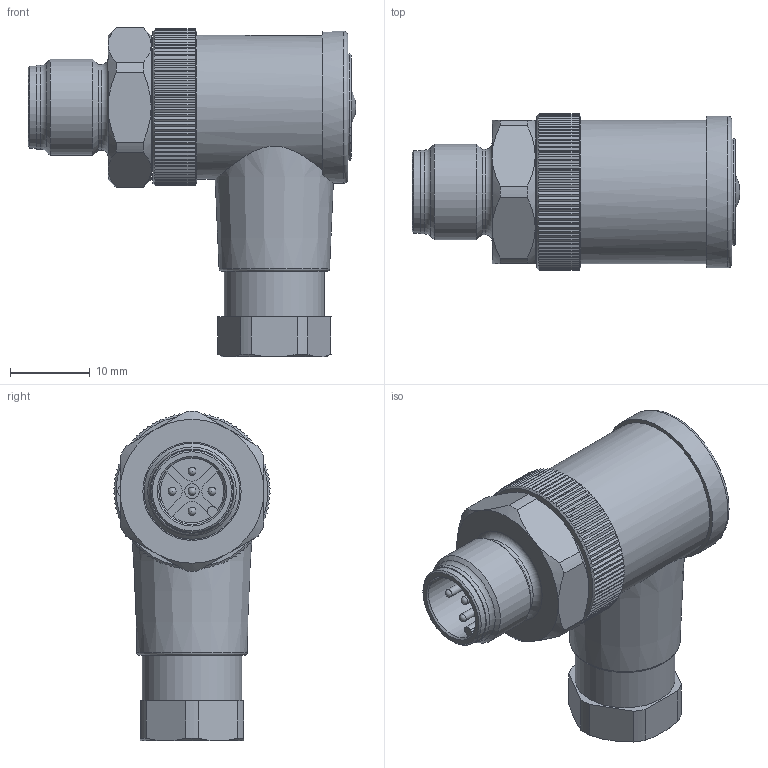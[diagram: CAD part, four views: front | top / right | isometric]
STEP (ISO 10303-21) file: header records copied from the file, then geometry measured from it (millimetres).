
FILE_DESCRIPTION(/* description */ (''),/* implementation_level */ '2;1');
FILE_NAME(/* name */ 'WWASCE5K.stp',/* time_stamp */ '2016-12-09T09:42:00+01:00',/* author */ (''),/* organization */ (''),/* preprocessor_version */ 'ST-DEVELOPER v16',/* originating_system */ 'SIEMENS PLM Software NX 10.0',/* authorisation */ '');
FILE_SCHEMA (('AUTOMOTIVE_DESIGN { 1 0 10303 214 3 1 1 1 }'));
Length unit declared in the file: millimetre
Products named in the file (1): cerl14C80EE2odya
Bounding box: 41 x 19.59 x 41.2 mm (x, y, z)
Volume: 12056.1 mm3; surface area: 4434.2 mm2
Topology: 1 solids, 1 shells, 419 faces, 1201 edges, 795 vertices
Faces by surface type: plane 243, cylinder 137, cone 27, sphere 7, torus 5
Full cylindrical faces by diameter (mm): 1 x5, 1.85 x1, 2 x1, 8.3 x1, 10.3 x1, 10.5 x1, 10.7 x1, 12 x1, 12.5 x1, 14.1 x1, 18 x1, 19 x2
Entity records: 13657 total; most frequent: CARTESIAN_POINT 3158, ORIENTED_EDGE 2286, DIRECTION 2048, EDGE_CURVE 1143, VERTEX_POINT 771, AXIS2_PLACEMENT_3D 734, LINE 580, VECTOR 580
